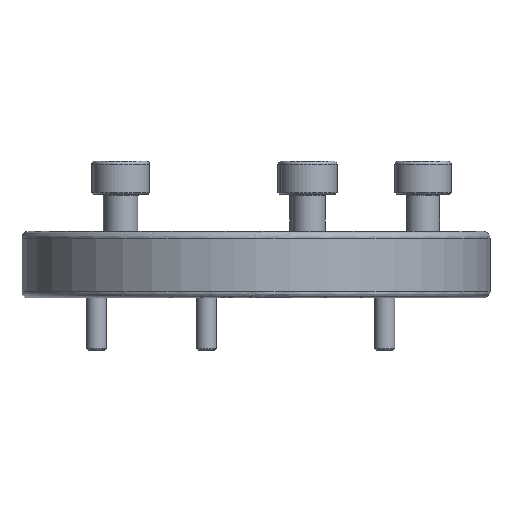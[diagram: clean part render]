
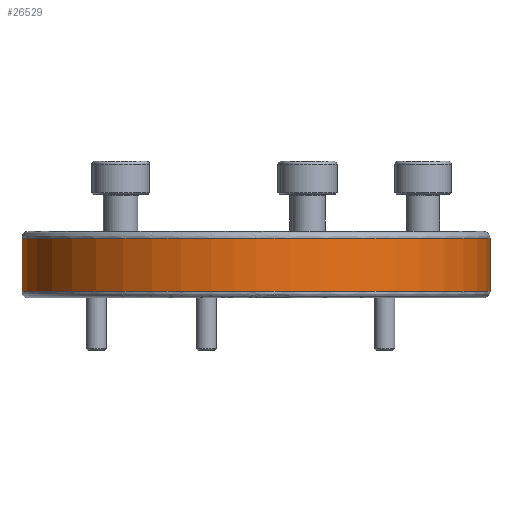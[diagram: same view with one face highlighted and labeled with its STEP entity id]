
A CAD part, front view. The second image highlights one B-rep face of the part: STEP entity #26529.
In plain terms, the highlighted free-form (B-spline) face has degree [2, 1] with [7, 2] control points.
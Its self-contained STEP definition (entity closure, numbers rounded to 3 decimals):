
#15668 = VERTEX_POINT('',#15669);
#15669 = CARTESIAN_POINT('',(0.,-30.153,
    7.69));
#15675 = EDGE_CURVE('',#15668,#15668,#15676,.T.);
#15676 = ( BOUNDED_CURVE() B_SPLINE_CURVE(2,(#15677,#15678,#15679,#15680
    ,#15681,#15682,#15683),.UNSPECIFIED.,.T.,.F.) 
B_SPLINE_CURVE_WITH_KNOTS((1,2,2,2,2,1),(-2.094,0.,
    2.094,4.189,6.283,8.378),
.UNSPECIFIED.) CURVE() GEOMETRIC_REPRESENTATION_ITEM() 
RATIONAL_B_SPLINE_CURVE((1.,0.5,1.,0.5,1.,0.5,1.)) REPRESENTATION_ITEM(
  '') );
#15677 = CARTESIAN_POINT('',(0.,-30.153,
    7.69));
#15678 = CARTESIAN_POINT('',(52.226,-30.153,
    7.69));
#15679 = CARTESIAN_POINT('',(26.113,15.076,
    7.69));
#15680 = CARTESIAN_POINT('',(0.,60.305,
    7.69));
#15681 = CARTESIAN_POINT('',(-26.113,15.076,
    7.69));
#15682 = CARTESIAN_POINT('',(-52.226,-30.153,
    7.69));
#15683 = CARTESIAN_POINT('',(0.,-30.153,
    7.69));
#26529 = ADVANCED_FACE('',(#26530),#26551,.T.);
#26530 = FACE_BOUND('',#26531,.T.);
#26531 = EDGE_LOOP('',(#26532,#26539,#26549,#26550));
#26532 = ORIENTED_EDGE('',*,*,#26533,.F.);
#26533 = EDGE_CURVE('',#26534,#15668,#26536,.T.);
#26534 = VERTEX_POINT('',#26535);
#26535 = CARTESIAN_POINT('',(0.,-30.153,
    0.854));
#26536 = B_SPLINE_CURVE_WITH_KNOTS('',1,(#26537,#26538),.UNSPECIFIED.,
  .F.,.F.,(2,2),(1.,9.),.PIECEWISE_BEZIER_KNOTS.);
#26537 = CARTESIAN_POINT('',(0.,-30.153,
    0.854));
#26538 = CARTESIAN_POINT('',(0.,-30.153,
    7.69));
#26539 = ORIENTED_EDGE('',*,*,#26540,.T.);
#26540 = EDGE_CURVE('',#26534,#26534,#26541,.T.);
#26541 = ( BOUNDED_CURVE() B_SPLINE_CURVE(2,(#26542,#26543,#26544,#26545
    ,#26546,#26547,#26548),.UNSPECIFIED.,.T.,.F.) 
B_SPLINE_CURVE_WITH_KNOTS((1,2,2,2,2,1),(-2.094,0.,
    2.094,4.189,6.283,8.378),
.UNSPECIFIED.) CURVE() GEOMETRIC_REPRESENTATION_ITEM() 
RATIONAL_B_SPLINE_CURVE((1.,0.5,1.,0.5,1.,0.5,1.)) REPRESENTATION_ITEM(
  '') );
#26542 = CARTESIAN_POINT('',(0.,-30.153,
    0.854));
#26543 = CARTESIAN_POINT('',(52.226,-30.153,
    0.854));
#26544 = CARTESIAN_POINT('',(26.113,15.076,
    0.854));
#26545 = CARTESIAN_POINT('',(0.,60.305,
    0.854));
#26546 = CARTESIAN_POINT('',(-26.113,15.076,
    0.854));
#26547 = CARTESIAN_POINT('',(-52.226,-30.153,
    0.854));
#26548 = CARTESIAN_POINT('',(0.,-30.153,
    0.854));
#26549 = ORIENTED_EDGE('',*,*,#26533,.T.);
#26550 = ORIENTED_EDGE('',*,*,#15675,.F.);
#26551 = ( BOUNDED_SURFACE() B_SPLINE_SURFACE(2,1,(
    (#26552,#26553)
    ,(#26554,#26555)
    ,(#26556,#26557)
    ,(#26558,#26559)
    ,(#26560,#26561)
    ,(#26562,#26563)
    ,(#26564,#26565
)),.UNSPECIFIED.,.T.,.F.,.F.) B_SPLINE_SURFACE_WITH_KNOTS((1,2,2,2,2,1),
  (2,2),(-2.094,0.,2.094,4.189,6.283,
8.378),(1.,9.),.UNSPECIFIED.) GEOMETRIC_REPRESENTATION_ITEM() 
RATIONAL_B_SPLINE_SURFACE((
    (1.,1.)
    ,(0.5,0.5)
    ,(1.,1.)
    ,(0.5,0.5)
    ,(1.,1.)
    ,(0.5,0.5)
,(1.,1.))) REPRESENTATION_ITEM('') SURFACE() );
#26552 = CARTESIAN_POINT('',(0.,-30.153,
    0.854));
#26553 = CARTESIAN_POINT('',(0.,-30.153,
    7.69));
#26554 = CARTESIAN_POINT('',(52.226,-30.153,
    0.854));
#26555 = CARTESIAN_POINT('',(52.226,-30.153,
    7.69));
#26556 = CARTESIAN_POINT('',(26.113,15.076,
    0.854));
#26557 = CARTESIAN_POINT('',(26.113,15.076,
    7.69));
#26558 = CARTESIAN_POINT('',(0.,60.305,
    0.854));
#26559 = CARTESIAN_POINT('',(0.,60.305,
    7.69));
#26560 = CARTESIAN_POINT('',(-26.113,15.076,
    0.854));
#26561 = CARTESIAN_POINT('',(-26.113,15.076,
    7.69));
#26562 = CARTESIAN_POINT('',(-52.226,-30.153,
    0.854));
#26563 = CARTESIAN_POINT('',(-52.226,-30.153,
    7.69));
#26564 = CARTESIAN_POINT('',(0.,-30.153,
    0.854));
#26565 = CARTESIAN_POINT('',(0.,-30.153,
    7.69));
